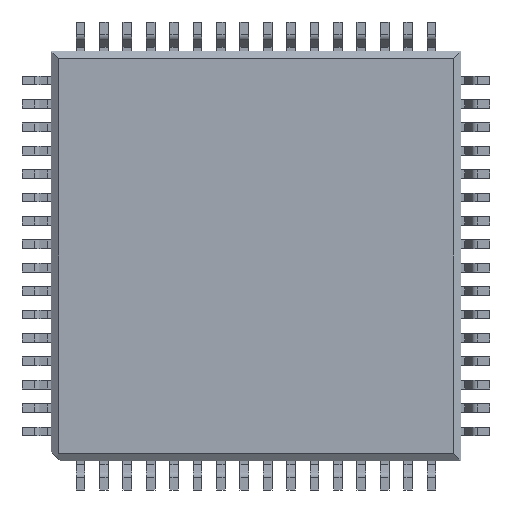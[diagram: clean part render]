
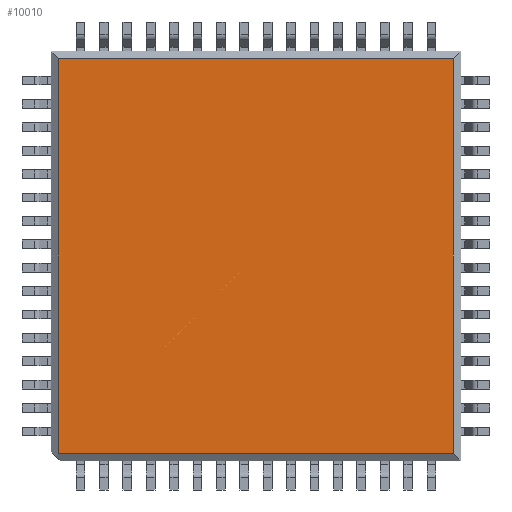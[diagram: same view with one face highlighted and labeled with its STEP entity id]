
A CAD part, front view. The second image highlights one B-rep face of the part: STEP entity #10010.
In plain terms, the highlighted planar face has unit normal (0, -1, 0).
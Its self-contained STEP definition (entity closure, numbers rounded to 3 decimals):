
#10010 = ADVANCED_FACE ( 'NONE', ( #24586 ), #24613, .F. ) ;
#10011 = EDGE_LOOP ( 'NONE', ( #10012, #10016, #10019, #10022 ) ) ;
#10012 = ORIENTED_EDGE ( 'NONE', *, *, #10013, .T. ) ;
#10013 = EDGE_CURVE ( 'NONE', #10014, #10015, #24608, .T. ) ;
#10014 = VERTEX_POINT ( 'NONE', #24604 ) ;
#10015 = VERTEX_POINT ( 'NONE', #24603 ) ;
#10016 = ORIENTED_EDGE ( 'NONE', *, *, #10017, .F. ) ;
#10017 = EDGE_CURVE ( 'NONE', #10018, #10015, #24602, .T. ) ;
#10018 = VERTEX_POINT ( 'NONE', #24598 ) ;
#10019 = ORIENTED_EDGE ( 'NONE', *, *, #10020, .F. ) ;
#10020 = EDGE_CURVE ( 'NONE', #10021, #10018, #24597, .T. ) ;
#10021 = VERTEX_POINT ( 'NONE', #24593 ) ;
#10022 = ORIENTED_EDGE ( 'NONE', *, *, #10023, .T. ) ;
#10023 = EDGE_CURVE ( 'NONE', #10021, #10014, #24654, .T. ) ;
#24586 = FACE_OUTER_BOUND ( 'NONE', #10011, .T. ) ;
#24593 = CARTESIAN_POINT ( 'NONE',  ( 4.75, -0.5, -8.75 ) ) ;
#24594 = DIRECTION ( 'NONE',  ( -1., 0., 0. ) ) ;
#24595 = VECTOR ( 'NONE', #24594, 1000. ) ;
#24596 = CARTESIAN_POINT ( 'NONE',  ( -5., -0.5, -8.75 ) ) ;
#24597 = LINE ( 'NONE', #24596, #24595 ) ;
#24598 = CARTESIAN_POINT ( 'NONE',  ( -8.75, -0.5, -8.75 ) ) ;
#24599 = DIRECTION ( 'NONE',  ( 0., 0., 1. ) ) ;
#24600 = VECTOR ( 'NONE', #24599, 1000. ) ;
#24601 = CARTESIAN_POINT ( 'NONE',  ( -8.75, -0.5, 5. ) ) ;
#24602 = LINE ( 'NONE', #24601, #24600 ) ;
#24603 = CARTESIAN_POINT ( 'NONE',  ( -8.75, -0.5, 4.75 ) ) ;
#24604 = CARTESIAN_POINT ( 'NONE',  ( 4.75, -0.5, 4.75 ) ) ;
#24605 = DIRECTION ( 'NONE',  ( -1., 0., 0. ) ) ;
#24606 = VECTOR ( 'NONE', #24605, 1000. ) ;
#24607 = CARTESIAN_POINT ( 'NONE',  ( -5., -0.5, 4.75 ) ) ;
#24608 = LINE ( 'NONE', #24607, #24606 ) ;
#24609 = DIRECTION ( 'NONE',  ( 0., 0., 1. ) ) ;
#24610 = DIRECTION ( 'NONE',  ( 0., 1., 0. ) ) ;
#24611 = CARTESIAN_POINT ( 'NONE',  ( -5., -0.5, 5. ) ) ;
#24612 = AXIS2_PLACEMENT_3D ( 'NONE', #24611, #24610, #24609 ) ;
#24613 = PLANE ( 'NONE',  #24612 ) ;
#24651 = DIRECTION ( 'NONE',  ( 0., 0., 1. ) ) ;
#24652 = VECTOR ( 'NONE', #24651, 1000. ) ;
#24653 = CARTESIAN_POINT ( 'NONE',  ( 4.75, -0.5, 5. ) ) ;
#24654 = LINE ( 'NONE', #24653, #24652 ) ;
